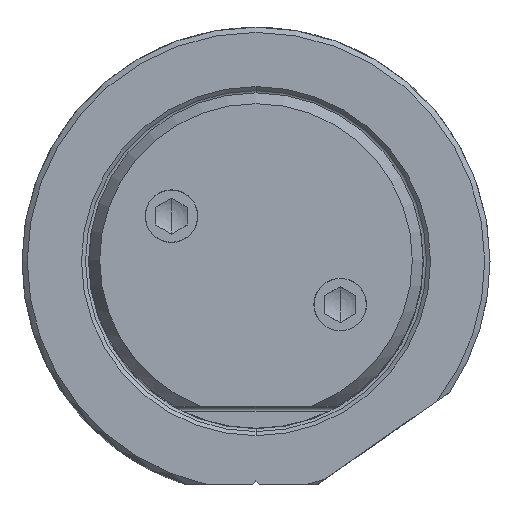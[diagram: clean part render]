
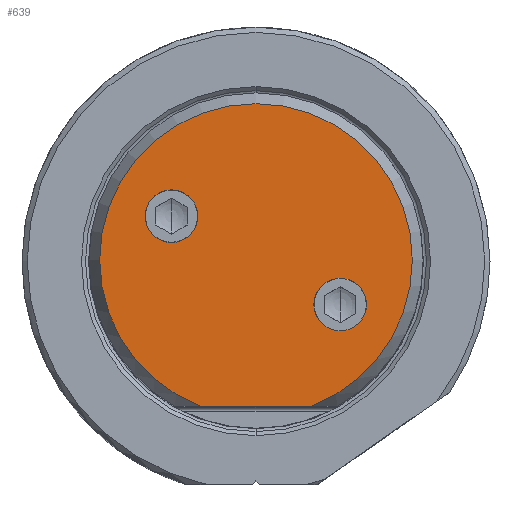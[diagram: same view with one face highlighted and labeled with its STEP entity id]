
A CAD part, top view. The second image highlights one B-rep face of the part: STEP entity #639.
In plain terms, the highlighted planar face has unit normal (0, 0, 1).
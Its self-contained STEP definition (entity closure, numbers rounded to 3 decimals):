
#145=PLANE('',#5750);
#639=ADVANCED_FACE('',(#922,#923,#924),#145,.T.);
#922=FACE_BOUND('',#1063,.T.);
#923=FACE_BOUND('',#1064,.T.);
#924=FACE_BOUND('',#1065,.T.);
#1063=EDGE_LOOP('',(#2915,#2916,#2917,#2918));
#1064=EDGE_LOOP('',(#2919,#2920));
#1065=EDGE_LOOP('',(#2921,#2922));
#1408=LINE('',#11168,#1715);
#1715=VECTOR('',#6774,1.);
#2001=CIRCLE('',#5742,14.847);
#2002=CIRCLE('',#5743,14.847);
#2003=CIRCLE('',#5744,14.847);
#2004=CIRCLE('',#5746,2.5);
#2005=CIRCLE('',#5747,2.5);
#2006=CIRCLE('',#5748,2.5);
#2007=CIRCLE('',#5749,2.5);
#2915=ORIENTED_EDGE('',*,*,#4729,.T.);
#2916=ORIENTED_EDGE('',*,*,#4728,.T.);
#2917=ORIENTED_EDGE('',*,*,#4725,.T.);
#2918=ORIENTED_EDGE('',*,*,#4730,.T.);
#2919=ORIENTED_EDGE('',*,*,#4731,.T.);
#2920=ORIENTED_EDGE('',*,*,#4732,.T.);
#2921=ORIENTED_EDGE('',*,*,#4733,.T.);
#2922=ORIENTED_EDGE('',*,*,#4734,.T.);
#4065=VERTEX_POINT('',#11169);
#4066=VERTEX_POINT('',#11170);
#4067=VERTEX_POINT('',#11181);
#4068=VERTEX_POINT('',#11183);
#4069=VERTEX_POINT('',#11187);
#4070=VERTEX_POINT('',#11188);
#4071=VERTEX_POINT('',#11191);
#4072=VERTEX_POINT('',#11192);
#4725=EDGE_CURVE('',#4065,#4066,#1408,.T.);
#4728=EDGE_CURVE('',#4067,#4065,#2001,.T.);
#4729=EDGE_CURVE('',#4068,#4067,#2002,.T.);
#4730=EDGE_CURVE('',#4066,#4068,#2003,.T.);
#4731=EDGE_CURVE('',#4069,#4070,#2004,.T.);
#4732=EDGE_CURVE('',#4070,#4069,#2005,.T.);
#4733=EDGE_CURVE('',#4071,#4072,#2006,.T.);
#4734=EDGE_CURVE('',#4072,#4071,#2007,.T.);
#5742=AXIS2_PLACEMENT_3D('',#11180,#6777,#6778);
#5743=AXIS2_PLACEMENT_3D('',#11182,#6779,#6780);
#5744=AXIS2_PLACEMENT_3D('',#11184,#6781,#6782);
#5746=AXIS2_PLACEMENT_3D('',#11186,#6785,#6786);
#5747=AXIS2_PLACEMENT_3D('',#11189,#6787,#6788);
#5748=AXIS2_PLACEMENT_3D('',#11190,#6789,#6790);
#5749=AXIS2_PLACEMENT_3D('',#11193,#6791,#6792);
#5750=AXIS2_PLACEMENT_3D('',#11194,#6793,#6794);
#6774=DIRECTION('',(1.,0.,0.));
#6777=DIRECTION('',(0.,0.,1.));
#6778=DIRECTION('',(-1.,0.,0.));
#6779=DIRECTION('',(0.,0.,1.));
#6780=DIRECTION('',(1.,0.,0.));
#6781=DIRECTION('',(0.,0.,1.));
#6782=DIRECTION('',(0.356,-0.935,0.));
#6785=DIRECTION('',(0.,0.,-1.));
#6786=DIRECTION('',(1.,0.,0.));
#6787=DIRECTION('',(0.,0.,-1.));
#6788=DIRECTION('',(-1.,0.,0.));
#6789=DIRECTION('',(0.,0.,-1.));
#6790=DIRECTION('',(1.,0.,0.));
#6791=DIRECTION('',(0.,0.,-1.));
#6792=DIRECTION('',(-1.,0.,0.));
#6793=DIRECTION('',(0.,0.,1.));
#6794=DIRECTION('',(1.,0.,0.));
#11168=CARTESIAN_POINT('',(-5.284,-13.875,60.33));
#11169=CARTESIAN_POINT('',(-5.284,-13.875,60.33));
#11170=CARTESIAN_POINT('',(5.284,-13.875,60.33));
#11180=CARTESIAN_POINT('',(0.,0.,60.33));
#11181=CARTESIAN_POINT('',(-14.847,0.,60.33));
#11182=CARTESIAN_POINT('',(0.,0.,60.33));
#11183=CARTESIAN_POINT('',(14.847,0.,60.33));
#11184=CARTESIAN_POINT('',(0.,0.,60.33));
#11186=CARTESIAN_POINT('',(7.994,-4.238,60.33));
#11187=CARTESIAN_POINT('',(10.494,-4.238,60.33));
#11188=CARTESIAN_POINT('',(5.494,-4.238,60.33));
#11189=CARTESIAN_POINT('',(7.994,-4.238,60.33));
#11190=CARTESIAN_POINT('',(-8.031,4.168,60.33));
#11191=CARTESIAN_POINT('',(-5.531,4.168,60.33));
#11192=CARTESIAN_POINT('',(-10.531,4.168,60.33));
#11193=CARTESIAN_POINT('',(-8.031,4.168,60.33));
#11194=CARTESIAN_POINT('',(0.,0.486,60.33));
